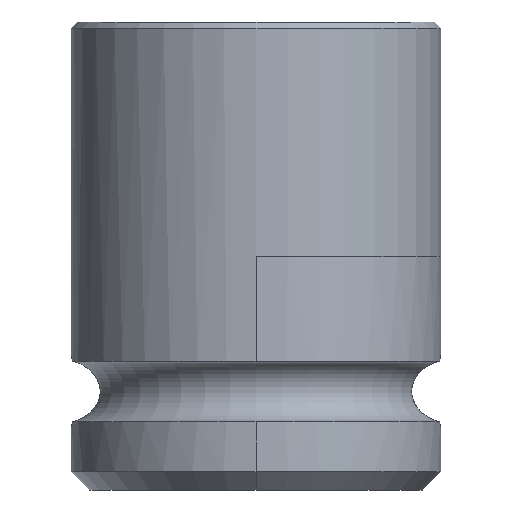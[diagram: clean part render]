
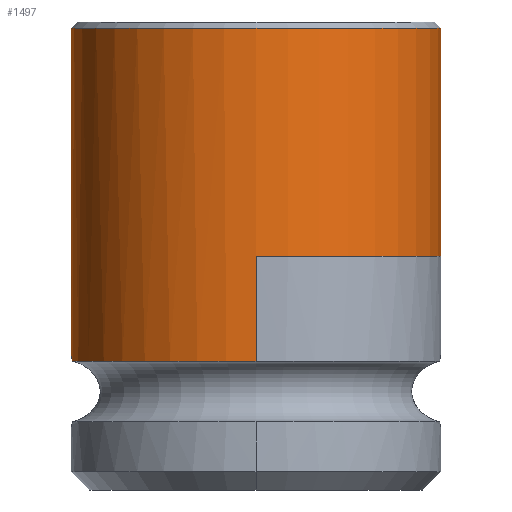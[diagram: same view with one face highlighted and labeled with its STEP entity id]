
A CAD part, left-side view. The second image highlights one B-rep face of the part: STEP entity #1497.
In plain terms, the highlighted cylindrical face has radius 15 mm (diameter 30 mm), a partial arc.
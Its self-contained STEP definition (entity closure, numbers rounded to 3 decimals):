
#172=CARTESIAN_POINT('',(0.,0.,37.5));
#173=DIRECTION('',(0.,0.,1.));
#174=DIRECTION('',(0.,1.,0.));
#175=AXIS2_PLACEMENT_3D('',#172,#173,#174);
#177=CARTESIAN_POINT('',(0.,0.,10.449));
#178=DIRECTION('',(0.,0.,1.));
#179=DIRECTION('',(-0.115,0.993,0.));
#180=AXIS2_PLACEMENT_3D('',#177,#178,#179);
#182=CARTESIAN_POINT('',(0.,15.,11.));
#183=CARTESIAN_POINT('',(-0.147,15.,11.));
#184=CARTESIAN_POINT('',(-0.442,14.996,10.979));
#185=CARTESIAN_POINT('',(-0.909,14.975,10.872));
#186=CARTESIAN_POINT('',(-1.343,14.942,10.696));
#187=CARTESIAN_POINT('',(-1.606,14.914,10.538));
#188=CARTESIAN_POINT('',(-1.732,14.9,10.449));
#190=CARTESIAN_POINT('',(1.732,14.9,10.449));
#191=CARTESIAN_POINT('',(1.606,14.914,10.538));
#192=CARTESIAN_POINT('',(1.343,14.942,10.696));
#193=CARTESIAN_POINT('',(0.908,14.975,10.873));
#194=CARTESIAN_POINT('',(0.444,14.996,10.979));
#195=CARTESIAN_POINT('',(0.147,15.,11.));
#196=CARTESIAN_POINT('',(0.,15.,11.));
#198=CARTESIAN_POINT('',(0.,0.,10.449));
#199=DIRECTION('',(0.,0.,1.));
#200=DIRECTION('',(1.,0.,0.));
#201=AXIS2_PLACEMENT_3D('',#198,#199,#200);
#203=DIRECTION('',(0.,0.,1.));
#204=VECTOR('',#203,8.551);
#205=CARTESIAN_POINT('',(15.,0.,10.449));
#206=LINE('',#205,#204);
#207=CARTESIAN_POINT('',(0.,0.,19.));
#208=DIRECTION('',(0.,0.,1.));
#209=DIRECTION('',(1.,0.,0.));
#210=AXIS2_PLACEMENT_3D('',#207,#208,#209);
#308=DIRECTION('',(0.,0.,1.));
#309=VECTOR('',#308,18.5);
#310=CARTESIAN_POINT('',(0.,15.,19.));
#311=LINE('',#310,#309);
#338=DIRECTION('',(0.,0.,1.));
#339=VECTOR('',#338,8.551);
#340=CARTESIAN_POINT('',(-15.,0.,10.449));
#341=LINE('',#340,#339);
#342=CARTESIAN_POINT('',(0.,0.,19.));
#343=DIRECTION('',(0.,0.,1.));
#344=DIRECTION('',(-1.,0.,0.));
#345=AXIS2_PLACEMENT_3D('',#342,#343,#344);
#347=DIRECTION('',(0.,0.,1.));
#348=VECTOR('',#347,18.5);
#349=CARTESIAN_POINT('',(0.,-15.,19.));
#350=LINE('',#349,#348);
#1191=VERTEX_POINT('',#182);
#1192=VERTEX_POINT('',#188);
#1196=VERTEX_POINT('',#190);
#1214=CARTESIAN_POINT('',(-15.,0.,10.449));
#1215=VERTEX_POINT('',#1214);
#1218=CARTESIAN_POINT('',(15.,0.,10.449));
#1219=VERTEX_POINT('',#1218);
#1230=CARTESIAN_POINT('',(-15.,0.,19.));
#1231=CARTESIAN_POINT('',(0.,-15.,19.));
#1232=VERTEX_POINT('',#1230);
#1233=VERTEX_POINT('',#1231);
#1234=CARTESIAN_POINT('',(15.,0.,19.));
#1235=CARTESIAN_POINT('',(0.,15.,19.));
#1236=VERTEX_POINT('',#1234);
#1237=VERTEX_POINT('',#1235);
#1242=CARTESIAN_POINT('',(0.,-15.,37.5));
#1243=CARTESIAN_POINT('',(0.,15.,37.5));
#1244=VERTEX_POINT('',#1242);
#1245=VERTEX_POINT('',#1243);
#1469=CARTESIAN_POINT('',(0.,0.,0.));
#1470=DIRECTION('',(0.,0.,1.));
#1471=DIRECTION('',(1.,0.,0.));
#1472=AXIS2_PLACEMENT_3D('',#1469,#1470,#1471);
#1473=CYLINDRICAL_SURFACE('',#1472,15.);
#1475=ORIENTED_EDGE('',*,*,#1474,.T.);
#1477=ORIENTED_EDGE('',*,*,#1476,.F.);
#1479=ORIENTED_EDGE('',*,*,#1478,.F.);
#1481=ORIENTED_EDGE('',*,*,#1480,.F.);
#1483=ORIENTED_EDGE('',*,*,#1482,.F.);
#1484=ORIENTED_EDGE('',*,*,#1412,.F.);
#1486=ORIENTED_EDGE('',*,*,#1485,.F.);
#1488=ORIENTED_EDGE('',*,*,#1487,.F.);
#1490=ORIENTED_EDGE('',*,*,#1489,.T.);
#1492=ORIENTED_EDGE('',*,*,#1491,.T.);
#1494=ORIENTED_EDGE('',*,*,#1493,.T.);
#1495=EDGE_LOOP('',(#1475,#1477,#1479,#1481,#1483,#1484,#1486,#1488,#1490,#1492,
#1494));
#1496=FACE_OUTER_BOUND('',#1495,.F.);
#1497=ADVANCED_FACE('',(#1496),#1473,.T.);
#176=CIRCLE('',#175,15.);
#181=CIRCLE('',#180,15.);
#189=B_SPLINE_CURVE_WITH_KNOTS('',3,(#182,#183,#184,#185,#186,#187,#188),
.UNSPECIFIED.,.F.,.F.,(4,1,1,1,4),(0.,0.25,0.5,0.75,1.),
.UNSPECIFIED.);
#197=B_SPLINE_CURVE_WITH_KNOTS('',3,(#190,#191,#192,#193,#194,#195,#196),
.UNSPECIFIED.,.F.,.F.,(4,1,1,1,4),(0.,0.25,0.5,0.75,1.),
.UNSPECIFIED.);
#202=CIRCLE('',#201,15.);
#211=CIRCLE('',#210,15.);
#346=CIRCLE('',#345,15.);
#1412=EDGE_CURVE('',#1191,#1192,#189,.T.);
#1474=EDGE_CURVE('',#1245,#1244,#176,.T.);
#1476=EDGE_CURVE('',#1233,#1244,#350,.T.);
#1478=EDGE_CURVE('',#1232,#1233,#346,.T.);
#1480=EDGE_CURVE('',#1215,#1232,#341,.T.);
#1482=EDGE_CURVE('',#1192,#1215,#181,.T.);
#1485=EDGE_CURVE('',#1196,#1191,#197,.T.);
#1487=EDGE_CURVE('',#1219,#1196,#202,.T.);
#1489=EDGE_CURVE('',#1219,#1236,#206,.T.);
#1491=EDGE_CURVE('',#1236,#1237,#211,.T.);
#1493=EDGE_CURVE('',#1237,#1245,#311,.T.);
